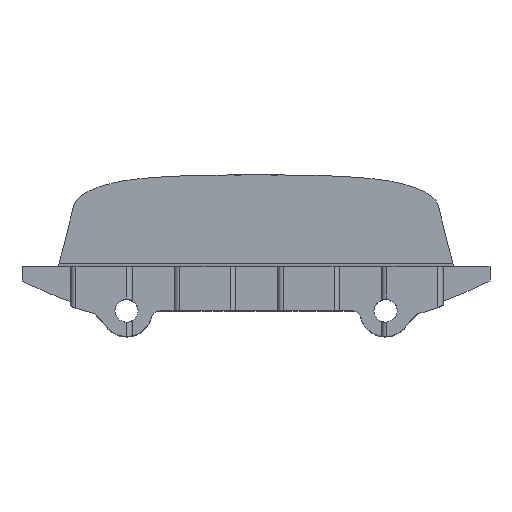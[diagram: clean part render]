
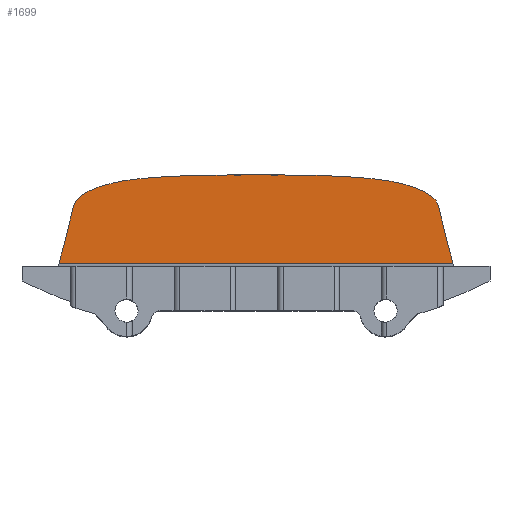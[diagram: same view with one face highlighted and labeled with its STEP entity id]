
A CAD part, top view. The second image highlights one B-rep face of the part: STEP entity #1699.
In plain terms, the highlighted planar face has unit normal (0, 0.951, 0.309).
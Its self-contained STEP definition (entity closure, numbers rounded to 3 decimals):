
#60=ELLIPSE('',#1823,3220.191,3062.584);
#62=ELLIPSE('',#1848,3220.191,3062.584);
#67=ELLIPSE('',#1868,26.889,25.573);
#68=ELLIPSE('',#1869,121.799,115.838);
#69=ELLIPSE('',#1870,121.799,115.838);
#70=ELLIPSE('',#1871,26.889,25.573);
#94=PLANE('',#1867);
#177=FACE_OUTER_BOUND('',#275,.T.);
#275=EDGE_LOOP('',(#1509,#1510,#1511,#1512,#1513,#1514,#1515,#1516,#1517,
#1518));
#369=B_SPLINE_CURVE_WITH_KNOTS('',3,(#4369,#4370,#4371,#4372,#4373,#4374),
 .UNSPECIFIED.,.F.,.F.,(4,2,4),(0.,0.665,1.733),
 .UNSPECIFIED.);
#370=B_SPLINE_CURVE_WITH_KNOTS('',3,(#4378,#4379,#4380,#4381,#4382,#4383),
 .UNSPECIFIED.,.F.,.F.,(4,2,4),(0.,0.753,1.758),
 .UNSPECIFIED.);
#458=LINE('',#4362,#549);
#459=LINE('',#4376,#550);
#549=VECTOR('',#2242,10.);
#550=VECTOR('',#2249,10.);
#725=VERTEX_POINT('',#3008);
#726=VERTEX_POINT('',#3010);
#747=VERTEX_POINT('',#3237);
#748=VERTEX_POINT('',#3244);
#786=VERTEX_POINT('',#4364);
#787=VERTEX_POINT('',#4366);
#788=VERTEX_POINT('',#4368);
#789=VERTEX_POINT('',#4375);
#790=VERTEX_POINT('',#4377);
#791=VERTEX_POINT('',#4384);
#939=EDGE_CURVE('',#725,#726,#60,.T.);
#975=EDGE_CURVE('',#747,#748,#62,.T.);
#1040=EDGE_CURVE('',#726,#747,#458,.T.);
#1041=EDGE_CURVE('',#786,#725,#67,.T.);
#1042=EDGE_CURVE('',#787,#786,#68,.T.);
#1043=EDGE_CURVE('',#788,#787,#369,.T.);
#1044=EDGE_CURVE('',#788,#789,#459,.T.);
#1045=EDGE_CURVE('',#790,#789,#370,.T.);
#1046=EDGE_CURVE('',#791,#790,#69,.T.);
#1047=EDGE_CURVE('',#748,#791,#70,.T.);
#1509=ORIENTED_EDGE('',*,*,#1040,.F.);
#1510=ORIENTED_EDGE('',*,*,#939,.F.);
#1511=ORIENTED_EDGE('',*,*,#1041,.F.);
#1512=ORIENTED_EDGE('',*,*,#1042,.F.);
#1513=ORIENTED_EDGE('',*,*,#1043,.F.);
#1514=ORIENTED_EDGE('',*,*,#1044,.T.);
#1515=ORIENTED_EDGE('',*,*,#1045,.F.);
#1516=ORIENTED_EDGE('',*,*,#1046,.F.);
#1517=ORIENTED_EDGE('',*,*,#1047,.F.);
#1518=ORIENTED_EDGE('',*,*,#975,.F.);
#1699=ADVANCED_FACE('',(#177),#94,.F.);
#1823=AXIS2_PLACEMENT_3D('',#3011,#2138,#2139);
#1848=AXIS2_PLACEMENT_3D('',#3245,#2197,#2198);
#1867=AXIS2_PLACEMENT_3D('',#4363,#2243,#2244);
#1868=AXIS2_PLACEMENT_3D('',#4365,#2245,#2246);
#1869=AXIS2_PLACEMENT_3D('',#4367,#2247,#2248);
#1870=AXIS2_PLACEMENT_3D('',#4385,#2250,#2251);
#1871=AXIS2_PLACEMENT_3D('',#4386,#2252,#2253);
#2138=DIRECTION('center_axis',(0.,0.951,0.309));
#2139=DIRECTION('ref_axis',(0.,0.309,-0.951));
#2197=DIRECTION('center_axis',(0.,0.951,0.309));
#2198=DIRECTION('ref_axis',(0.,0.309,-0.951));
#2242=DIRECTION('',(-1.,0.,0.));
#2243=DIRECTION('center_axis',(0.,-0.951,-0.309));
#2244=DIRECTION('ref_axis',(0.,-0.309,0.951));
#2245=DIRECTION('center_axis',(0.,-0.951,-0.309));
#2246=DIRECTION('ref_axis',(0.,0.309,-0.951));
#2247=DIRECTION('center_axis',(0.,-0.951,-0.309));
#2248=DIRECTION('ref_axis',(0.,0.309,-0.951));
#2249=DIRECTION('',(-1.,0.,0.));
#2250=DIRECTION('center_axis',(0.,-0.951,-0.309));
#2251=DIRECTION('ref_axis',(0.,0.309,-0.951));
#2252=DIRECTION('center_axis',(0.,-0.951,-0.309));
#2253=DIRECTION('ref_axis',(0.,0.309,-0.951));
#3008=CARTESIAN_POINT('',(48.879,20.638,-243.522));
#3010=CARTESIAN_POINT('',(52.825,4.979,-195.33));
#3011=CARTESIAN_POINT('Origin',(3103.127,94.007,-469.329));
#3237=CARTESIAN_POINT('',(-53.608,4.979,-195.33));
#3244=CARTESIAN_POINT('',(-49.662,20.638,-243.522));
#3245=CARTESIAN_POINT('Origin',(-3103.91,94.007,-469.329));
#4362=CARTESIAN_POINT('',(37.304,4.979,-195.33));
#4363=CARTESIAN_POINT('Origin',(75.,28.962,-269.141));
#4364=CARTESIAN_POINT('',(32.218,27.822,-265.632));
#4365=CARTESIAN_POINT('Origin',(23.376,20.025,-241.637));
#4366=CARTESIAN_POINT('',(23.527,28.533,-267.821));
#4367=CARTESIAN_POINT('Origin',(-0.392,-8.294,-154.479));
#4368=CARTESIAN_POINT('',(5.746,28.962,-269.141));
#4369=CARTESIAN_POINT('Ctrl Pts',(5.746,28.962,-269.141));
#4370=CARTESIAN_POINT('Ctrl Pts',(7.962,28.962,-269.141));
#4371=CARTESIAN_POINT('Ctrl Pts',(10.349,28.957,-269.127));
#4372=CARTESIAN_POINT('Ctrl Pts',(16.316,28.884,-268.901));
#4373=CARTESIAN_POINT('Ctrl Pts',(19.957,28.777,-268.574));
#4374=CARTESIAN_POINT('Ctrl Pts',(23.527,28.533,-267.821));
#4375=CARTESIAN_POINT('',(-6.529,28.962,-269.141));
#4376=CARTESIAN_POINT('',(75.,28.962,-269.141));
#4377=CARTESIAN_POINT('',(-24.311,28.533,-267.821));
#4378=CARTESIAN_POINT('Ctrl Pts',(-24.311,28.533,-267.821));
#4379=CARTESIAN_POINT('Ctrl Pts',(-21.859,28.701,-268.338));
#4380=CARTESIAN_POINT('Ctrl Pts',(-19.366,28.804,-268.655));
#4381=CARTESIAN_POINT('Ctrl Pts',(-13.512,28.95,-269.104));
#4382=CARTESIAN_POINT('Ctrl Pts',(-10.112,28.962,-269.141));
#4383=CARTESIAN_POINT('Ctrl Pts',(-6.529,28.962,-269.141));
#4384=CARTESIAN_POINT('',(-33.001,27.822,-265.632));
#4385=CARTESIAN_POINT('Origin',(-0.392,-8.294,-154.479));
#4386=CARTESIAN_POINT('Origin',(-24.159,20.025,-241.637));
